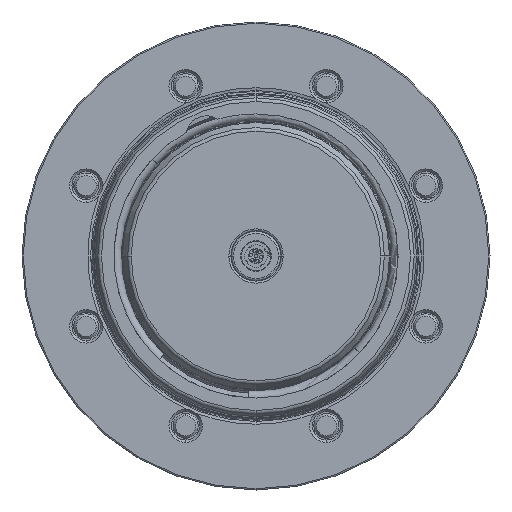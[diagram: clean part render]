
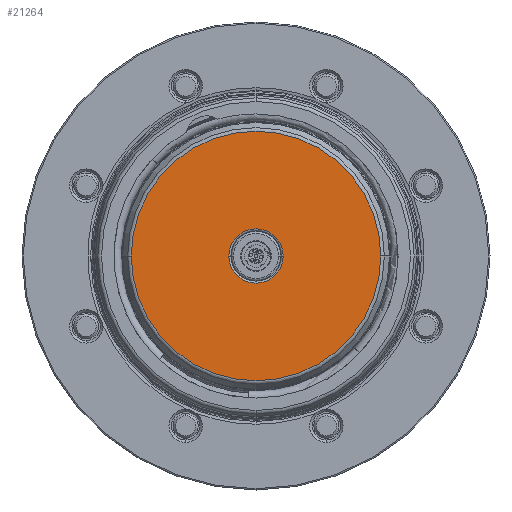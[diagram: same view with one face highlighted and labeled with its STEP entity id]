
A CAD part, front view. The second image highlights one B-rep face of the part: STEP entity #21264.
In plain terms, the highlighted planar face has unit normal (0, -1, 0).
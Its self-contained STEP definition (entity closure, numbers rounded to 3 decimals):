
#14 = CIRCLE ( 'NONE', #7185, 6.51 ) ;
#988 = VERTEX_POINT ( 'NONE', #13124 ) ;
#1195 = PLANE ( 'NONE',  #8269 ) ;
#1282 = EDGE_LOOP ( 'NONE', ( #20598, #10816 ) ) ;
#1289 = DIRECTION ( 'NONE',  ( 0., 1., 0. ) ) ;
#1944 = FACE_BOUND ( 'NONE', #12647, .T. ) ;
#2300 = CARTESIAN_POINT ( 'NONE',  ( 0., -43.7, 0. ) ) ;
#2463 = CARTESIAN_POINT ( 'NONE',  ( -6.51, -43.7, 0. ) ) ;
#2898 = DIRECTION ( 'NONE',  ( -1., 0., 0. ) ) ;
#3060 = CARTESIAN_POINT ( 'NONE',  ( 0., -43.7, 0. ) ) ;
#4267 = ORIENTED_EDGE ( 'NONE', *, *, #12056, .T. ) ;
#4451 = CARTESIAN_POINT ( 'NONE',  ( 0., -43.7, 0. ) ) ;
#4530 = DIRECTION ( 'NONE',  ( -1., 0., 0. ) ) ;
#4749 = CIRCLE ( 'NONE', #18092, 29.859 ) ;
#5629 = VERTEX_POINT ( 'NONE', #20967 ) ;
#6225 = AXIS2_PLACEMENT_3D ( 'NONE', #3060, #1289, #11293 ) ;
#6350 = EDGE_CURVE ( 'NONE', #5629, #6576, #9750, .T. ) ;
#6576 = VERTEX_POINT ( 'NONE', #9454 ) ;
#7185 = AXIS2_PLACEMENT_3D ( 'NONE', #4451, #19297, #19426 ) ;
#8005 = DIRECTION ( 'NONE',  ( 0., 1., 0. ) ) ;
#8269 = AXIS2_PLACEMENT_3D ( 'NONE', #19783, #16548, #2898 ) ;
#8418 = ORIENTED_EDGE ( 'NONE', *, *, #9072, .T. ) ;
#9072 = EDGE_CURVE ( 'NONE', #14447, #988, #19642, .T. ) ;
#9454 = CARTESIAN_POINT ( 'NONE',  ( 29.859, -43.7, 0. ) ) ;
#9750 = CIRCLE ( 'NONE', #12031, 29.859 ) ;
#10816 = ORIENTED_EDGE ( 'NONE', *, *, #12180, .F. ) ;
#11293 = DIRECTION ( 'NONE',  ( -1., 0., 0. ) ) ;
#12031 = AXIS2_PLACEMENT_3D ( 'NONE', #2300, #18920, #14162 ) ;
#12056 = EDGE_CURVE ( 'NONE', #988, #14447, #14, .T. ) ;
#12180 = EDGE_CURVE ( 'NONE', #6576, #5629, #4749, .T. ) ;
#12647 = EDGE_LOOP ( 'NONE', ( #8418, #4267 ) ) ;
#13124 = CARTESIAN_POINT ( 'NONE',  ( 6.51, -43.7, 0. ) ) ;
#14162 = DIRECTION ( 'NONE',  ( -1., 0., 0. ) ) ;
#14447 = VERTEX_POINT ( 'NONE', #2463 ) ;
#14732 = CARTESIAN_POINT ( 'NONE',  ( 0., -43.7, 0. ) ) ;
#16548 = DIRECTION ( 'NONE',  ( 0., 1., 0. ) ) ;
#18092 = AXIS2_PLACEMENT_3D ( 'NONE', #14732, #8005, #4530 ) ;
#18920 = DIRECTION ( 'NONE',  ( 0., 1., 0. ) ) ;
#19297 = DIRECTION ( 'NONE',  ( 0., 1., 0. ) ) ;
#19426 = DIRECTION ( 'NONE',  ( -1., 0., 0. ) ) ;
#19642 = CIRCLE ( 'NONE', #6225, 6.51 ) ;
#19783 = CARTESIAN_POINT ( 'NONE',  ( 0., -43.7, 29.859 ) ) ;
#19915 = FACE_OUTER_BOUND ( 'NONE', #1282, .T. ) ;
#20598 = ORIENTED_EDGE ( 'NONE', *, *, #6350, .F. ) ;
#20967 = CARTESIAN_POINT ( 'NONE',  ( -29.859, -43.7, 0. ) ) ;
#21264 = ADVANCED_FACE ( 'NONE', ( #1944, #19915 ), #1195, .F. ) ;
